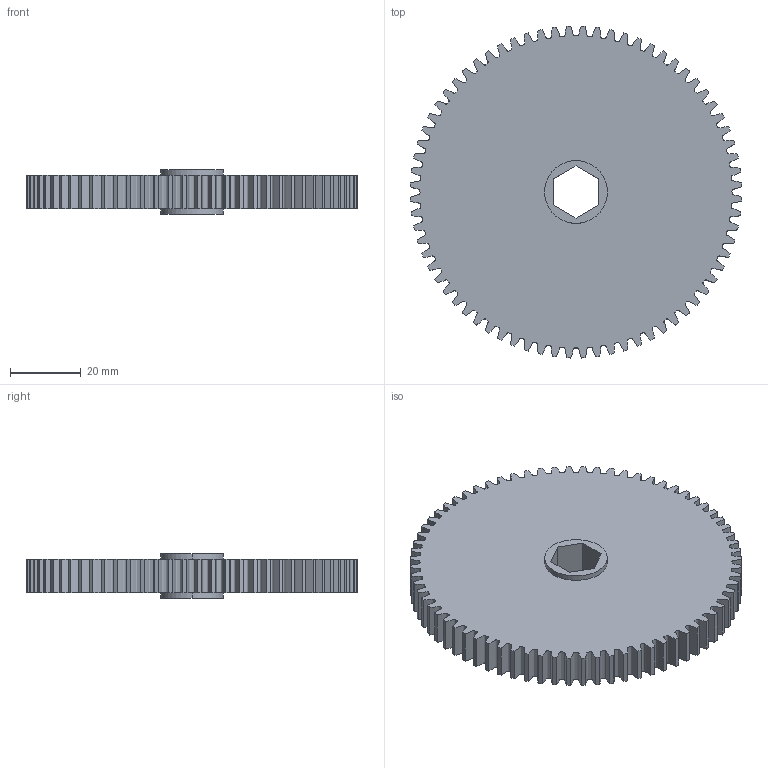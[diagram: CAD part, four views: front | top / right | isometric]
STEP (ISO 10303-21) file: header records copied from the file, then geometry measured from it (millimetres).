
FILE_DESCRIPTION (( 'STEP AP214' ), '1' );
FILE_NAME ('217-3576-STEP.STEP', '2013-12-09T20:31:37', ( '' ), ( '' ), 'SwSTEP 2.0', 'SolidWorks 2013', '' );
FILE_SCHEMA (( 'AUTOMOTIVE_DESIGN' ));
Length unit declared in the file: inch
Products named in the file (1): 217-3576-STEP
Bounding box: 93.93 x 93.93 x 12.65 mm (x, y, z)
Volume: 63272.1 mm3; surface area: 19101.1 mm2
Topology: 1 solids, 1 shells, 158 faces, 462 edges, 308 vertices
Faces by surface type: cylinder 76, bspline 72, plane 10
Entity records: 25626 total; most frequent: CARTESIAN_POINT 21737, ORIENTED_EDGE 924, DIRECTION 644, EDGE_CURVE 462, VERTEX_POINT 308, AXIS2_PLACEMENT_3D 239, LINE 166, VECTOR 166
